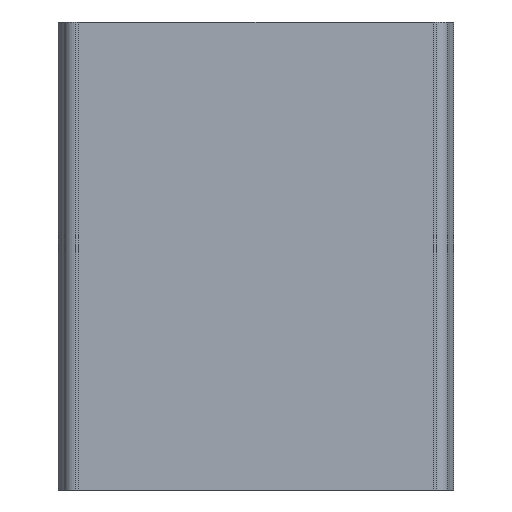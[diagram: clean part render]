
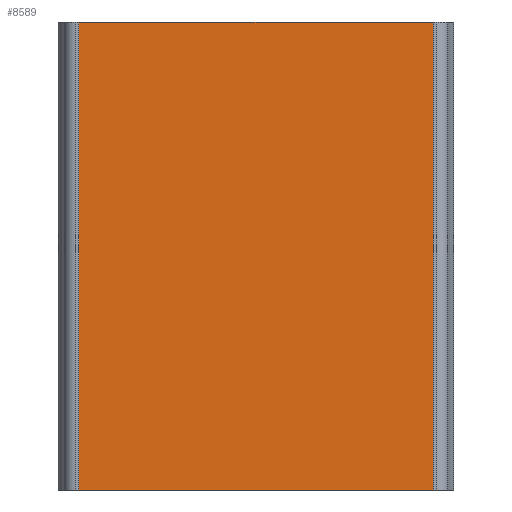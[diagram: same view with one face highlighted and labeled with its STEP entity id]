
A CAD part, front view. The second image highlights one B-rep face of the part: STEP entity #8589.
In plain terms, the highlighted planar face has unit normal (0, -1, 0).
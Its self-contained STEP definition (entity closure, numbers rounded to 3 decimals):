
#714=FACE_OUTER_BOUND('',#1150,.T.);
#1150=EDGE_LOOP('',(#7952,#7953,#7954,#7955));
#1485=LINE('',#13523,#2263);
#1494=LINE('',#13660,#2272);
#1893=LINE('',#14745,#2671);
#1896=LINE('',#14750,#2674);
#2263=VECTOR('',#10724,10.);
#2272=VECTOR('',#10853,10.);
#2671=VECTOR('',#12052,10.);
#2674=VECTOR('',#12059,10.);
#3740=VERTEX_POINT('',#13520);
#3741=VERTEX_POINT('',#13522);
#3808=VERTEX_POINT('',#13657);
#3809=VERTEX_POINT('',#13659);
#4714=EDGE_CURVE('',#3740,#3741,#1485,.T.);
#4782=EDGE_CURVE('',#3808,#3809,#1494,.T.);
#5349=EDGE_CURVE('',#3740,#3809,#1893,.T.);
#5352=EDGE_CURVE('',#3741,#3808,#1896,.T.);
#7952=ORIENTED_EDGE('',*,*,#5352,.F.);
#7953=ORIENTED_EDGE('',*,*,#4714,.F.);
#7954=ORIENTED_EDGE('',*,*,#5349,.T.);
#7955=ORIENTED_EDGE('',*,*,#4782,.F.);
#8159=PLANE('',#9573);
#8589=ADVANCED_FACE('',(#714),#8159,.F.);
#9573=AXIS2_PLACEMENT_3D('',#14868,#12257,#12258);
#10724=DIRECTION('',(-1.,0.,0.));
#10853=DIRECTION('',(1.,0.,0.));
#12052=DIRECTION('',(0.,0.,1.));
#12059=DIRECTION('',(0.,0.,1.));
#12257=DIRECTION('center_axis',(0.,1.,0.));
#12258=DIRECTION('ref_axis',(-1.,0.,0.));
#13520=CARTESIAN_POINT('',(75.7,-24.9,-100.));
#13522=CARTESIAN_POINT('',(-75.7,-24.9,-100.));
#13523=CARTESIAN_POINT('',(-75.7,-24.9,-100.));
#13657=CARTESIAN_POINT('',(-75.7,-24.9,100.));
#13659=CARTESIAN_POINT('',(75.7,-24.9,100.));
#13660=CARTESIAN_POINT('',(-75.7,-24.9,100.));
#14745=CARTESIAN_POINT('',(75.7,-24.9,0.));
#14750=CARTESIAN_POINT('',(-75.7,-24.9,0.));
#14868=CARTESIAN_POINT('Origin',(0.,-24.9,0.));
